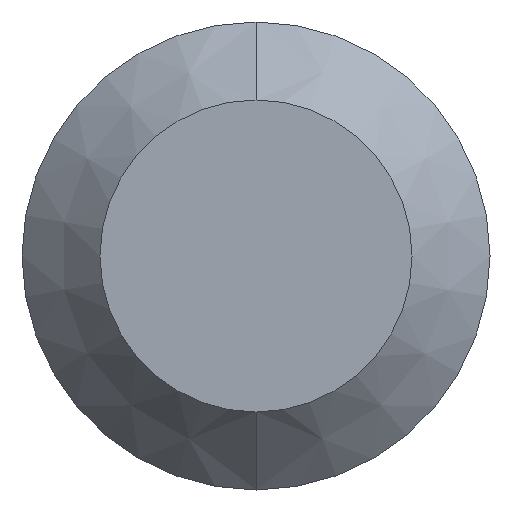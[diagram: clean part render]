
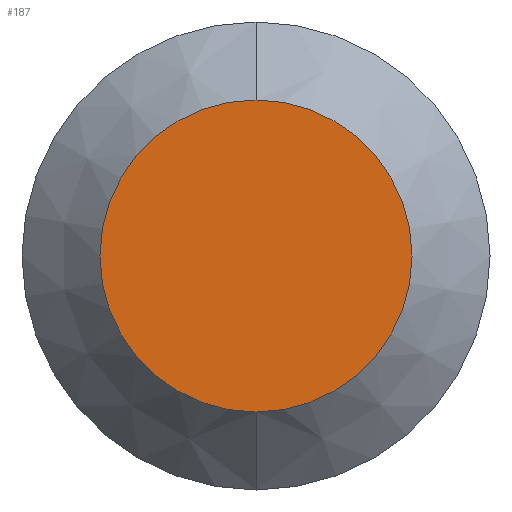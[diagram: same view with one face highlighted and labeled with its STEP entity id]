
A CAD part, front view. The second image highlights one B-rep face of the part: STEP entity #187.
In plain terms, the highlighted planar face has unit normal (0, -1, 0).
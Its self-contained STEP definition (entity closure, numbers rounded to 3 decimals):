
#6 = FACE_OUTER_BOUND ( 'NONE', #180, .T. ) ;
#32 = AXIS2_PLACEMENT_3D ( 'NONE', #104, #39, #70 ) ;
#38 = DIRECTION ( 'NONE',  ( 0., 0., -1. ) ) ;
#39 = DIRECTION ( 'NONE',  ( 0., -1., 0. ) ) ;
#51 = AXIS2_PLACEMENT_3D ( 'NONE', #71, #139, #106 ) ;
#70 = DIRECTION ( 'NONE',  ( 0., 0., -1. ) ) ;
#71 = CARTESIAN_POINT ( 'NONE',  ( 0., 0., 0. ) ) ;
#75 = EDGE_CURVE ( 'NONE', #133, #219, #100, .T. ) ;
#82 = ORIENTED_EDGE ( 'NONE', *, *, #175, .T. ) ;
#100 = CIRCLE ( 'NONE', #194, 1. ) ;
#104 = CARTESIAN_POINT ( 'NONE',  ( 1.5, 0., 0. ) ) ;
#106 = DIRECTION ( 'NONE',  ( 0., 0., -1. ) ) ;
#110 = CARTESIAN_POINT ( 'NONE',  ( 0., 0., 0. ) ) ;
#120 = PLANE ( 'NONE',  #32 ) ;
#126 = CARTESIAN_POINT ( 'NONE',  ( 0., 0., -1. ) ) ;
#133 = VERTEX_POINT ( 'NONE', #212 ) ;
#139 = DIRECTION ( 'NONE',  ( 0., -1., 0. ) ) ;
#157 = DIRECTION ( 'NONE',  ( 0., -1., 0. ) ) ;
#173 = CIRCLE ( 'NONE', #51, 1. ) ;
#175 = EDGE_CURVE ( 'NONE', #219, #133, #173, .T. ) ;
#180 = EDGE_LOOP ( 'NONE', ( #199, #82 ) ) ;
#187 = ADVANCED_FACE ( 'NONE', ( #6 ), #120, .T. ) ;
#194 = AXIS2_PLACEMENT_3D ( 'NONE', #110, #157, #38 ) ;
#199 = ORIENTED_EDGE ( 'NONE', *, *, #75, .T. ) ;
#212 = CARTESIAN_POINT ( 'NONE',  ( 0., 0., 1. ) ) ;
#219 = VERTEX_POINT ( 'NONE', #126 ) ;
